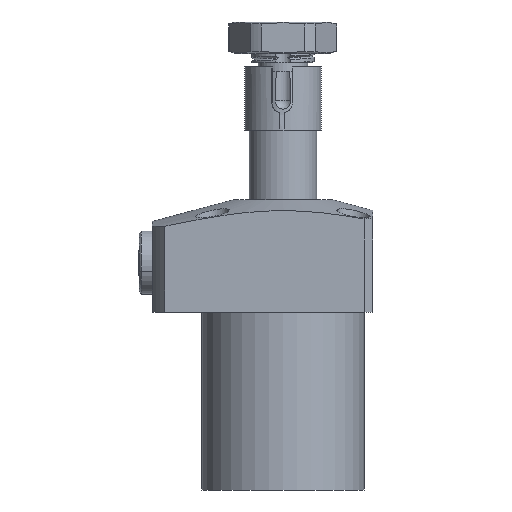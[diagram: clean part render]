
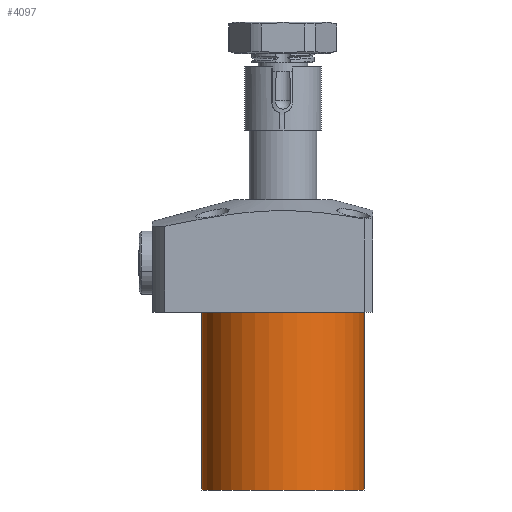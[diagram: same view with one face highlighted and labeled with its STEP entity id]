
A CAD part, front view. The second image highlights one B-rep face of the part: STEP entity #4097.
In plain terms, the highlighted cylindrical face has radius 18 mm (diameter 36 mm), a partial arc.
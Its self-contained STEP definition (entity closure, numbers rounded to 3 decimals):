
#161 = VERTEX_POINT ( 'NONE', #1644 ) ;
#393 = CARTESIAN_POINT ( 'NONE',  ( 18., 0., 0. ) ) ;
#683 = CIRCLE ( 'NONE', #7498, 18. ) ;
#748 = CYLINDRICAL_SURFACE ( 'NONE', #10575, 18. ) ;
#1057 = VECTOR ( 'NONE', #9080, 1000. ) ;
#1644 = CARTESIAN_POINT ( 'NONE',  ( -18., 0., 0. ) ) ;
#1823 = EDGE_LOOP ( 'NONE', ( #3687, #7319, #9480, #6503 ) ) ;
#1981 = CARTESIAN_POINT ( 'NONE',  ( 0., 0., -39.5 ) ) ;
#2092 = LINE ( 'NONE', #3339, #1057 ) ;
#2344 = VERTEX_POINT ( 'NONE', #10288 ) ;
#3339 = CARTESIAN_POINT ( 'NONE',  ( -18., 0., -39.5 ) ) ;
#3439 = EDGE_CURVE ( 'NONE', #6482, #161, #2092, .T. ) ;
#3687 = ORIENTED_EDGE ( 'NONE', *, *, #3439, .F. ) ;
#4097 = ADVANCED_FACE ( 'NONE', ( #6088 ), #748, .T. ) ;
#4238 = DIRECTION ( 'NONE',  ( 1., 0., 0. ) ) ;
#5150 = DIRECTION ( 'NONE',  ( 0., 0., 1. ) ) ;
#6088 = FACE_OUTER_BOUND ( 'NONE', #1823, .T. ) ;
#6482 = VERTEX_POINT ( 'NONE', #8638 ) ;
#6488 = AXIS2_PLACEMENT_3D ( 'NONE', #1981, #10445, #9564 ) ;
#6503 = ORIENTED_EDGE ( 'NONE', *, *, #10287, .T. ) ;
#6998 = CARTESIAN_POINT ( 'NONE',  ( 18., 0., -39.5 ) ) ;
#7130 = DIRECTION ( 'NONE',  ( 0., 0., -1. ) ) ;
#7319 = ORIENTED_EDGE ( 'NONE', *, *, #7471, .T. ) ;
#7471 = EDGE_CURVE ( 'NONE', #6482, #2344, #8368, .T. ) ;
#7498 = AXIS2_PLACEMENT_3D ( 'NONE', #9929, #7130, #4238 ) ;
#7770 = VECTOR ( 'NONE', #5150, 1000. ) ;
#8345 = LINE ( 'NONE', #6998, #7770 ) ;
#8368 = CIRCLE ( 'NONE', #6488, 18. ) ;
#8638 = CARTESIAN_POINT ( 'NONE',  ( -18., 0., -39.5 ) ) ;
#8904 = CARTESIAN_POINT ( 'NONE',  ( 0., 0., -39.5 ) ) ;
#9080 = DIRECTION ( 'NONE',  ( 0., 0., 1. ) ) ;
#9480 = ORIENTED_EDGE ( 'NONE', *, *, #10365, .T. ) ;
#9564 = DIRECTION ( 'NONE',  ( 1., 0., 0. ) ) ;
#9929 = CARTESIAN_POINT ( 'NONE',  ( 0., 0., 0. ) ) ;
#9966 = DIRECTION ( 'NONE',  ( 1., 0., 0. ) ) ;
#10287 = EDGE_CURVE ( 'NONE', #11930, #161, #683, .T. ) ;
#10288 = CARTESIAN_POINT ( 'NONE',  ( 18., 0., -39.5 ) ) ;
#10365 = EDGE_CURVE ( 'NONE', #2344, #11930, #8345, .T. ) ;
#10445 = DIRECTION ( 'NONE',  ( 0., 0., 1. ) ) ;
#10575 = AXIS2_PLACEMENT_3D ( 'NONE', #8904, #10809, #9966 ) ;
#10809 = DIRECTION ( 'NONE',  ( 0., 0., 1. ) ) ;
#11930 = VERTEX_POINT ( 'NONE', #393 ) ;
